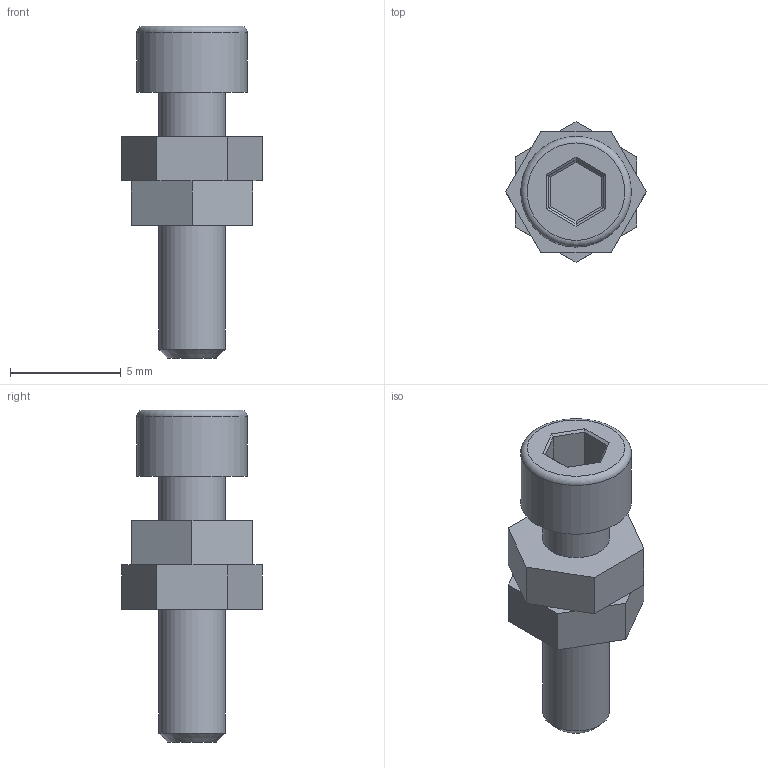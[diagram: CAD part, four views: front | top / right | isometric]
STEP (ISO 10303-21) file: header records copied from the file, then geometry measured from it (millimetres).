
FILE_DESCRIPTION(('FreeCAD Model'),'2;1');
FILE_NAME( 'm3_komplet.step', '2018-03-03T11:38:17',('Author'),(''), 'Open CASCADE STEP processor 7.1','FreeCAD','Unknown');
FILE_SCHEMA(('AUTOMOTIVE_DESIGN { 1 0 10303 214 1 1 1 1 }'));
Length unit declared in the file: millimetre
Products named in the file (1): Chamfer002
Bounding box: 6.35 x 6.35 x 15 mm (x, y, z)
Volume: 208.4 mm3; surface area: 291.8 mm2
Topology: 1 solids, 1 shells, 53 faces, 115 edges, 68 vertices
Faces by surface type: plane 48, cylinder 3, torus 1, cone 1
Full cylindrical faces by diameter (mm): 3 x2, 5 x1
Entity records: 2911 total; most frequent: CARTESIAN_POINT 489, DIRECTION 455, LINE 326, VECTOR 326, ORIENTED_EDGE 230, PCURVE 230, DEFINITIONAL_REPRESENTATION 230, EDGE_CURVE 115
